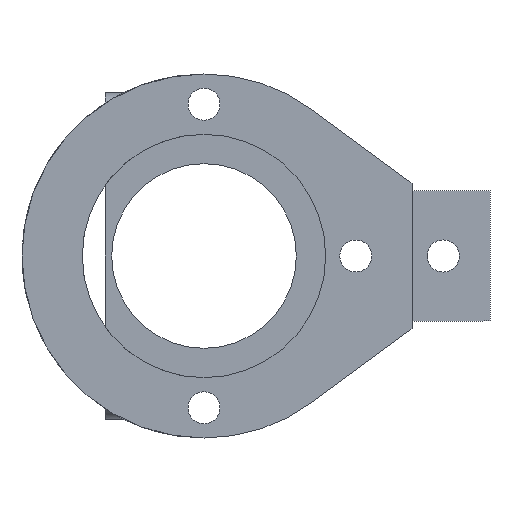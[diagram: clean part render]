
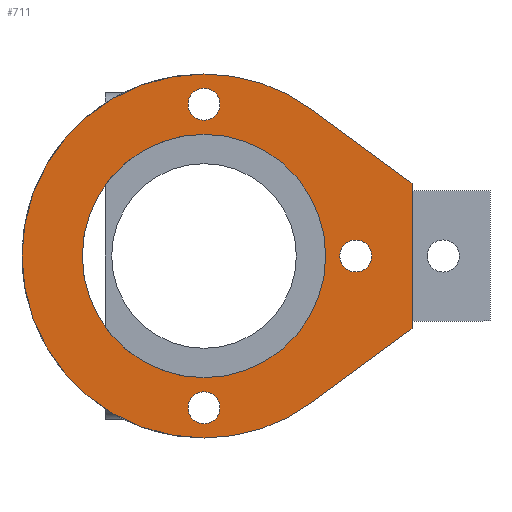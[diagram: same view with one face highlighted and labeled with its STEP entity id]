
A CAD part, left-side view. The second image highlights one B-rep face of the part: STEP entity #711.
In plain terms, the highlighted planar face has unit normal (-1, 0, 0).
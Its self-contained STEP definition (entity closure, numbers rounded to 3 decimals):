
#1 = CARTESIAN_POINT ( 'NONE',  ( -86.215, 55., 26.125 ) ) ;
#8 = EDGE_CURVE ( 'NONE', #228, #491, #434, .T. ) ;
#24 = CIRCLE ( 'NONE', #1199, 3.075 ) ;
#42 = CARTESIAN_POINT ( 'NONE',  ( -86.215, 55., 29.2 ) ) ;
#63 = CARTESIAN_POINT ( 'NONE',  ( -86.215, 34.237, -28.176 ) ) ;
#84 = CARTESIAN_POINT ( 'NONE',  ( -86.215, 15., -14. ) ) ;
#90 = CIRCLE ( 'NONE', #1551, 3.075 ) ;
#98 = DIRECTION ( 'NONE',  ( 0., 0., -1. ) ) ;
#111 = CIRCLE ( 'NONE', #934, 3.075 ) ;
#129 = DIRECTION ( 'NONE',  ( 0., 0., -1. ) ) ;
#142 = EDGE_CURVE ( 'NONE', #154, #166, #269, .T. ) ;
#154 = VERTEX_POINT ( 'NONE', #891 ) ;
#157 = ORIENTED_EDGE ( 'NONE', *, *, #412, .T. ) ;
#158 = CARTESIAN_POINT ( 'NONE',  ( -86.215, 25.8, 0. ) ) ;
#165 = EDGE_LOOP ( 'NONE', ( #349, #649 ) ) ;
#166 = VERTEX_POINT ( 'NONE', #1554 ) ;
#169 = EDGE_LOOP ( 'NONE', ( #274, #157 ) ) ;
#178 = DIRECTION ( 'NONE',  ( 0., 0., -1. ) ) ;
#180 = DIRECTION ( 'NONE',  ( 1., 0., 0. ) ) ;
#205 = DIRECTION ( 'NONE',  ( 0., 0., -1. ) ) ;
#218 = EDGE_CURVE ( 'NONE', #794, #950, #90, .T. ) ;
#228 = VERTEX_POINT ( 'NONE', #894 ) ;
#254 = EDGE_CURVE ( 'NONE', #950, #794, #1697, .T. ) ;
#268 = ORIENTED_EDGE ( 'NONE', *, *, #631, .T. ) ;
#269 = CIRCLE ( 'NONE', #669, 35. ) ;
#274 = ORIENTED_EDGE ( 'NONE', *, *, #1616, .T. ) ;
#279 = VECTOR ( 'NONE', #1085, 1000. ) ;
#280 = DIRECTION ( 'NONE',  ( 1., 0., 0. ) ) ;
#298 = CARTESIAN_POINT ( 'NONE',  ( -86.215, 25.8, 3.075 ) ) ;
#300 = DIRECTION ( 'NONE',  ( 0., 0., -1. ) ) ;
#306 = EDGE_CURVE ( 'NONE', #1808, #1273, #350, .T. ) ;
#310 = ORIENTED_EDGE ( 'NONE', *, *, #8, .T. ) ;
#315 = CARTESIAN_POINT ( 'NONE',  ( -86.215, 55., 29.2 ) ) ;
#319 = VERTEX_POINT ( 'NONE', #345 ) ;
#324 = CARTESIAN_POINT ( 'NONE',  ( -86.215, 15., 14. ) ) ;
#332 = CARTESIAN_POINT ( 'NONE',  ( -86.215, 55., 32.275 ) ) ;
#343 = CARTESIAN_POINT ( 'NONE',  ( -86.215, 0., 0. ) ) ;
#345 = CARTESIAN_POINT ( 'NONE',  ( -86.215, 25.8, -3.075 ) ) ;
#349 = ORIENTED_EDGE ( 'NONE', *, *, #579, .T. ) ;
#350 = CIRCLE ( 'NONE', #1384, 35. ) ;
#357 = EDGE_CURVE ( 'NONE', #1358, #166, #646, .T. ) ;
#370 = CIRCLE ( 'NONE', #423, 35. ) ;
#392 = VERTEX_POINT ( 'NONE', #1543 ) ;
#409 = DIRECTION ( 'NONE',  ( 0., 0., -1. ) ) ;
#412 = EDGE_CURVE ( 'NONE', #657, #392, #1574, .T. ) ;
#423 = AXIS2_PLACEMENT_3D ( 'NONE', #1437, #1728, #619 ) ;
#434 = CIRCLE ( 'NONE', #994, 3.075 ) ;
#442 = EDGE_LOOP ( 'NONE', ( #268, #310 ) ) ;
#465 = VECTOR ( 'NONE', #1506, 1000. ) ;
#474 = DIRECTION ( 'NONE',  ( 1., 0., 0. ) ) ;
#491 = VERTEX_POINT ( 'NONE', #1089 ) ;
#511 = FACE_OUTER_BOUND ( 'NONE', #601, .T. ) ;
#517 = VECTOR ( 'NONE', #956, 1000. ) ;
#519 = DIRECTION ( 'NONE',  ( 1., 0., 0. ) ) ;
#524 = LINE ( 'NONE', #1223, #279 ) ;
#545 = CARTESIAN_POINT ( 'NONE',  ( -86.215, 55., 0. ) ) ;
#550 = AXIS2_PLACEMENT_3D ( 'NONE', #545, #280, #409 ) ;
#572 = ORIENTED_EDGE ( 'NONE', *, *, #218, .T. ) ;
#579 = EDGE_CURVE ( 'NONE', #319, #1733, #24, .T. ) ;
#599 = DIRECTION ( 'NONE',  ( 1., 0., 0. ) ) ;
#601 = EDGE_LOOP ( 'NONE', ( #1650, #1778, #795, #986, #728, #1587 ) ) ;
#608 = DIRECTION ( 'NONE',  ( 1., 0., 0. ) ) ;
#615 = EDGE_LOOP ( 'NONE', ( #889, #572 ) ) ;
#619 = DIRECTION ( 'NONE',  ( 0., 0., -1. ) ) ;
#631 = EDGE_CURVE ( 'NONE', #491, #228, #869, .T. ) ;
#640 = LINE ( 'NONE', #919, #517 ) ;
#646 = LINE ( 'NONE', #766, #465 ) ;
#649 = ORIENTED_EDGE ( 'NONE', *, *, #802, .T. ) ;
#657 = VERTEX_POINT ( 'NONE', #1690 ) ;
#669 = AXIS2_PLACEMENT_3D ( 'NONE', #1279, #913, #751 ) ;
#711 = ADVANCED_FACE ( 'NONE', ( #511, #890, #1769, #1335, #1625 ), #778, .F. ) ;
#728 = ORIENTED_EDGE ( 'NONE', *, *, #1777, .F. ) ;
#741 = DIRECTION ( 'NONE',  ( 1., 0., 0. ) ) ;
#751 = DIRECTION ( 'NONE',  ( 0., 0., -1. ) ) ;
#766 = CARTESIAN_POINT ( 'NONE',  ( -86.215, -1.407, 1.909 ) ) ;
#778 = PLANE ( 'NONE',  #1350 ) ;
#794 = VERTEX_POINT ( 'NONE', #332 ) ;
#795 = ORIENTED_EDGE ( 'NONE', *, *, #357, .T. ) ;
#802 = EDGE_CURVE ( 'NONE', #1733, #319, #111, .T. ) ;
#869 = CIRCLE ( 'NONE', #1570, 3.075 ) ;
#889 = ORIENTED_EDGE ( 'NONE', *, *, #254, .T. ) ;
#890 = FACE_BOUND ( 'NONE', #615, .T. ) ;
#891 = CARTESIAN_POINT ( 'NONE',  ( -86.215, 55., 35. ) ) ;
#894 = CARTESIAN_POINT ( 'NONE',  ( -86.215, 55., -26.125 ) ) ;
#913 = DIRECTION ( 'NONE',  ( 1., 0., 0. ) ) ;
#919 = CARTESIAN_POINT ( 'NONE',  ( -86.215, 15., 0. ) ) ;
#934 = AXIS2_PLACEMENT_3D ( 'NONE', #1736, #1191, #1599 ) ;
#950 = VERTEX_POINT ( 'NONE', #1 ) ;
#956 = DIRECTION ( 'NONE',  ( 0., 0., 1. ) ) ;
#978 = CARTESIAN_POINT ( 'NONE',  ( -86.215, 55., 0. ) ) ;
#986 = ORIENTED_EDGE ( 'NONE', *, *, #142, .F. ) ;
#994 = AXIS2_PLACEMENT_3D ( 'NONE', #1317, #474, #205 ) ;
#1015 = DIRECTION ( 'NONE',  ( 0., 0., -1. ) ) ;
#1071 = DIRECTION ( 'NONE',  ( 0., 0., -1. ) ) ;
#1083 = DIRECTION ( 'NONE',  ( 1., 0., 0. ) ) ;
#1085 = DIRECTION ( 'NONE',  ( 0., 0.805, -0.593 ) ) ;
#1089 = CARTESIAN_POINT ( 'NONE',  ( -86.215, 55., -32.275 ) ) ;
#1119 = EDGE_CURVE ( 'NONE', #1136, #1808, #524, .T. ) ;
#1131 = CARTESIAN_POINT ( 'NONE',  ( -86.215, 55., -29.2 ) ) ;
#1136 = VERTEX_POINT ( 'NONE', #84 ) ;
#1139 = EDGE_CURVE ( 'NONE', #1136, #1358, #640, .T. ) ;
#1150 = DIRECTION ( 'NONE',  ( 0., 0., -1. ) ) ;
#1191 = DIRECTION ( 'NONE',  ( 1., 0., 0. ) ) ;
#1199 = AXIS2_PLACEMENT_3D ( 'NONE', #158, #608, #1150 ) ;
#1223 = CARTESIAN_POINT ( 'NONE',  ( -86.215, -1.407, -1.909 ) ) ;
#1272 = CARTESIAN_POINT ( 'NONE',  ( -86.215, 55., -35. ) ) ;
#1273 = VERTEX_POINT ( 'NONE', #1272 ) ;
#1279 = CARTESIAN_POINT ( 'NONE',  ( -86.215, 55., 0. ) ) ;
#1281 = CIRCLE ( 'NONE', #1631, 23.4 ) ;
#1317 = CARTESIAN_POINT ( 'NONE',  ( -86.215, 55., -29.2 ) ) ;
#1335 = FACE_BOUND ( 'NONE', #442, .T. ) ;
#1345 = CARTESIAN_POINT ( 'NONE',  ( -86.215, 55., 0. ) ) ;
#1350 = AXIS2_PLACEMENT_3D ( 'NONE', #343, #519, #1071 ) ;
#1358 = VERTEX_POINT ( 'NONE', #324 ) ;
#1384 = AXIS2_PLACEMENT_3D ( 'NONE', #1345, #1083, #98 ) ;
#1389 = DIRECTION ( 'NONE',  ( 1., 0., 0. ) ) ;
#1437 = CARTESIAN_POINT ( 'NONE',  ( -86.215, 55., 0. ) ) ;
#1506 = DIRECTION ( 'NONE',  ( 0., 0.805, 0.593 ) ) ;
#1543 = CARTESIAN_POINT ( 'NONE',  ( -86.215, 55., -23.4 ) ) ;
#1551 = AXIS2_PLACEMENT_3D ( 'NONE', #315, #180, #1015 ) ;
#1554 = CARTESIAN_POINT ( 'NONE',  ( -86.215, 34.237, 28.176 ) ) ;
#1570 = AXIS2_PLACEMENT_3D ( 'NONE', #1131, #741, #178 ) ;
#1574 = CIRCLE ( 'NONE', #550, 23.4 ) ;
#1587 = ORIENTED_EDGE ( 'NONE', *, *, #306, .F. ) ;
#1599 = DIRECTION ( 'NONE',  ( 0., 0., -1. ) ) ;
#1616 = EDGE_CURVE ( 'NONE', #392, #657, #1281, .T. ) ;
#1625 = FACE_BOUND ( 'NONE', #169, .T. ) ;
#1631 = AXIS2_PLACEMENT_3D ( 'NONE', #978, #1389, #129 ) ;
#1650 = ORIENTED_EDGE ( 'NONE', *, *, #1119, .F. ) ;
#1690 = CARTESIAN_POINT ( 'NONE',  ( -86.215, 55., 23.4 ) ) ;
#1697 = CIRCLE ( 'NONE', #1785, 3.075 ) ;
#1728 = DIRECTION ( 'NONE',  ( 1., 0., 0. ) ) ;
#1733 = VERTEX_POINT ( 'NONE', #298 ) ;
#1736 = CARTESIAN_POINT ( 'NONE',  ( -86.215, 25.8, 0. ) ) ;
#1769 = FACE_BOUND ( 'NONE', #165, .T. ) ;
#1777 = EDGE_CURVE ( 'NONE', #1273, #154, #370, .T. ) ;
#1778 = ORIENTED_EDGE ( 'NONE', *, *, #1139, .T. ) ;
#1785 = AXIS2_PLACEMENT_3D ( 'NONE', #42, #599, #300 ) ;
#1808 = VERTEX_POINT ( 'NONE', #63 ) ;
